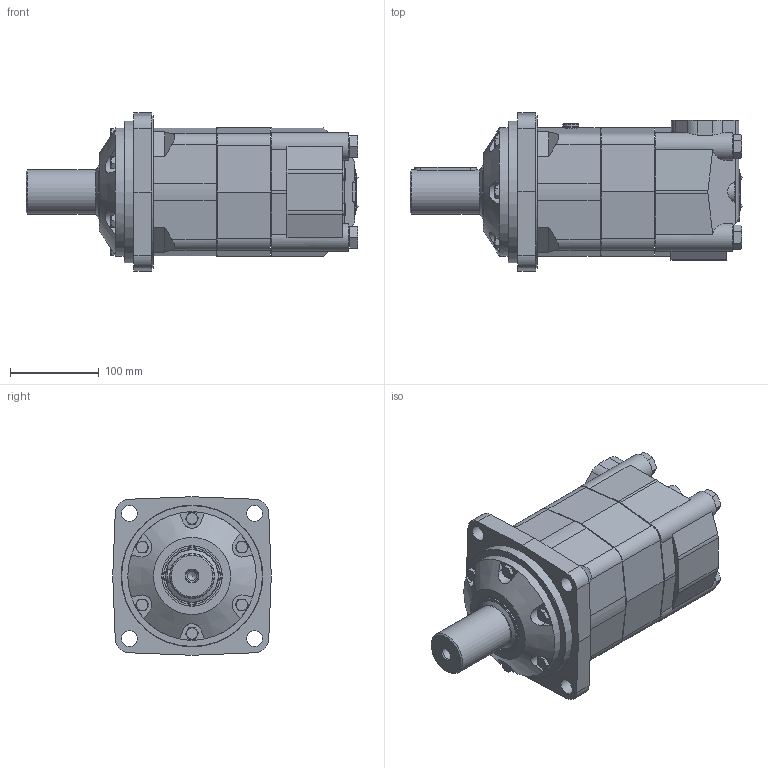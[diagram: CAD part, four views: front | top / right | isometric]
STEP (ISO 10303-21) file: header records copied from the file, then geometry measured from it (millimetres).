
FILE_DESCRIPTION(/* description */ ('STEP AP214'),/* implementation_level */ '2;1');
FILE_NAME(/* name */ 'MV800CUP',/* time_stamp */ '2023-03-08T15:43:56+01:00',/* author */ ('License CC BY-ND 4.0'),/* organization */ ('CADENAS'),/* preprocessor_version */ 'ST-DEVELOPER v18.102',/* originating_system */ 'PARTsolutions',/* authorisation */ ' ');
FILE_SCHEMA (('AUTOMOTIVE_DESIGN {1 0 10303 214 3 1 1}'));
Length unit declared in the file: millimetre
Products named in the file (6): MV800CUP; Hexagon bolt DIN 931-1 M16x1000; MVP; MV800D; MV-CSH_; MVFL
Assembly tree (8 placements, depth 2):
  MV800CUP
    Hexagon bolt DIN 931-1 M16x1000  x4
    MVP
    MV800D
    MV-CSH_
    MVFL
Bounding box: 375 x 179 x 179 mm (x, y, z)
Volume: 5502270.3 mm3; surface area: 421452.2 mm2
Topology: 8 solids, 8 shells, 584 faces, 1384 edges, 874 vertices
Faces by surface type: plane 322, cylinder 150, cone 101, torus 7, sphere 4
Full cylindrical faces by diameter (mm): 7 x3, 10.106 x5, 13 x6, 13.835 x4, 14 x3, 14.8 x2, 15 x4, 16 x4, 16.2 x4, 16.3 x4, 16.8 x4, 17 x5, 18 x5, 18.4 x4, 30.291 x2, 50 x1, 60 x2, 120 x2, 125.5 x1, 145 x1, 160 x1, 172.48 x1
Entity records: 14853 total; most frequent: CARTESIAN_POINT 2947, DIRECTION 2460, ORIENTED_EDGE 2246, EDGE_CURVE 1123, AXIS2_PLACEMENT_3D 940, VERTEX_POINT 781, FACE_BOUND 720, EDGE_LOOP 708
